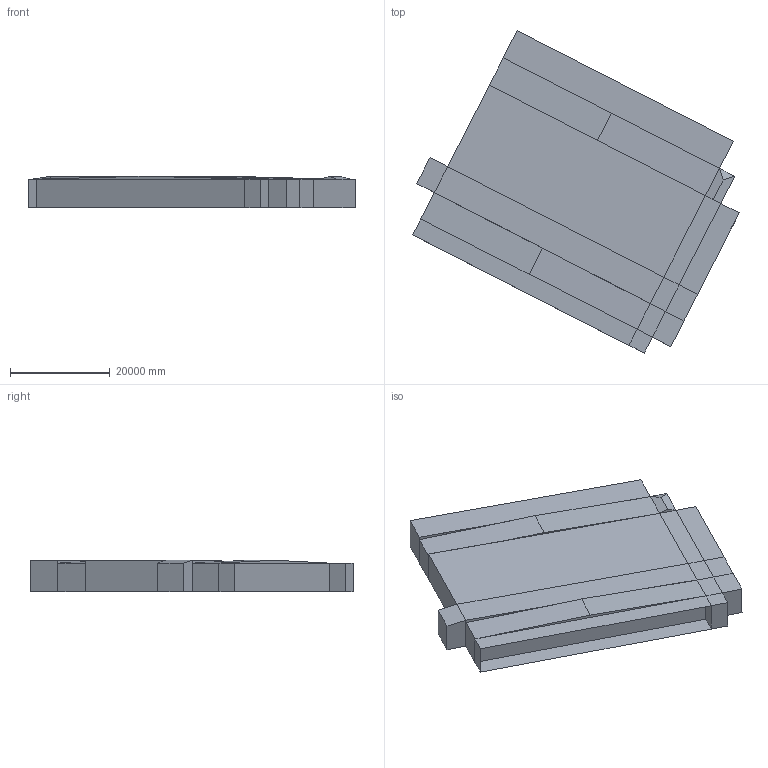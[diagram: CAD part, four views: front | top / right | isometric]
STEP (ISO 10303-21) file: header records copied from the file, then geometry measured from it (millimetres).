
FILE_DESCRIPTION(/* description */ ('STEP Model'),/* implementation_level */ '2;1');
FILE_NAME(/* name */ 'export.stp',/* time_stamp */ '2022-08-16T15:58:41',/* author */ ('Arne Schilling'),/* organization */ ('virtualcitySYSTEMS GmbH'),/* preprocessor_version */ ' ',/* originating_system */ '',/* authorization */ 'Arne Schilling');
FILE_SCHEMA(('AUTOMOTIVE_DESIGN'));
Length unit declared in the file: metre
Products named in the file (1): BLDG_00030009003f5db9
Bounding box: 65438.25 x 64625.11 x 6324.68 mm (x, y, z)
Surface area: 6444818352.1 mm2 (no closed solid volume)
Topology: 0 solids, 9 shells, 66 faces, 136 edges, 64 vertices
Faces by surface type: plane 66
Entity records: 1611 total; most frequent: DIRECTION 270, CARTESIAN_POINT 267, ORIENTED_EDGE 255, EDGE_CURVE 136, LINE 136, VECTOR 136, AXIS2_PLACEMENT_3D 67, EDGE_LOOP 66
